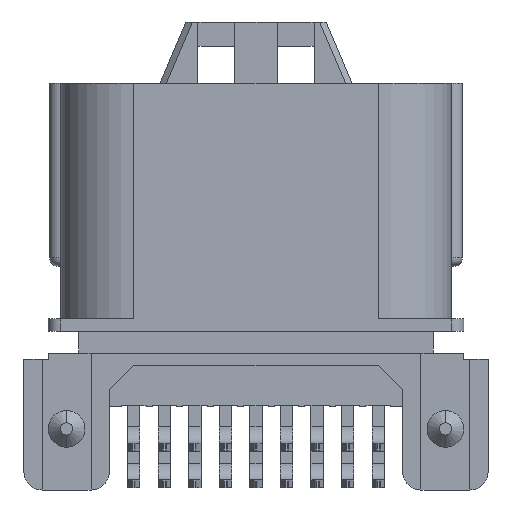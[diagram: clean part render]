
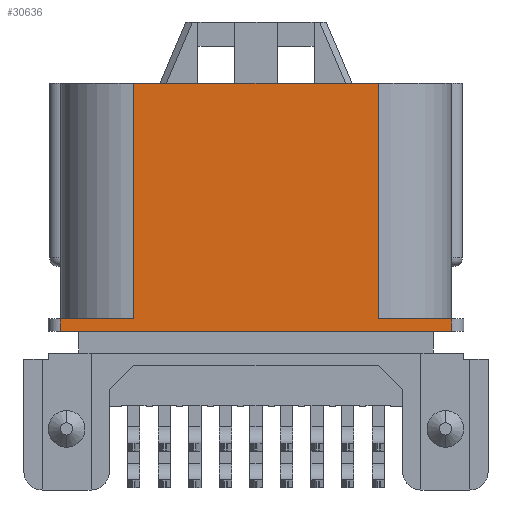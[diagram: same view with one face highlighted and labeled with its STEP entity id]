
A CAD part, front view. The second image highlights one B-rep face of the part: STEP entity #30636.
In plain terms, the highlighted planar face has unit normal (0, -1, 0).
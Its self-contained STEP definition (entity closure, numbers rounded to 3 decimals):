
#1189 = CARTESIAN_POINT ( 'NONE',  ( -16., -8.2, -9.15 ) ) ;
#1462 = VERTEX_POINT ( 'NONE', #6920 ) ;
#1903 = ORIENTED_EDGE ( 'NONE', *, *, #14685, .T. ) ;
#2121 = PLANE ( 'NONE',  #30836 ) ;
#2176 = CARTESIAN_POINT ( 'NONE',  ( 16., -8.2, -9.15 ) ) ;
#2582 = CARTESIAN_POINT ( 'NONE',  ( -10., -8.2, 10.15 ) ) ;
#3338 = ORIENTED_EDGE ( 'NONE', *, *, #20989, .F. ) ;
#5140 = VECTOR ( 'NONE', #32162, 1000. ) ;
#5681 = DIRECTION ( 'NONE',  ( -1., 0., 0. ) ) ;
#6879 = FACE_OUTER_BOUND ( 'NONE', #23652, .T. ) ;
#6920 = CARTESIAN_POINT ( 'NONE',  ( 16., -8.2, -9.15 ) ) ;
#7154 = DIRECTION ( 'NONE',  ( 1., 0., 0. ) ) ;
#7605 = VECTOR ( 'NONE', #7154, 1000. ) ;
#7685 = VERTEX_POINT ( 'NONE', #17922 ) ;
#8039 = CARTESIAN_POINT ( 'NONE',  ( 16., -8.2, -9.15 ) ) ;
#8150 = CARTESIAN_POINT ( 'NONE',  ( 16., -8.2, -9.15 ) ) ;
#9162 = CARTESIAN_POINT ( 'NONE',  ( 10., -8.2, 10.15 ) ) ;
#9889 = DIRECTION ( 'NONE',  ( 0., 1., 0. ) ) ;
#9954 = CARTESIAN_POINT ( 'NONE',  ( -10., -8.2, -10.15 ) ) ;
#10363 = CARTESIAN_POINT ( 'NONE',  ( 10., -8.2, 10.15 ) ) ;
#11551 = VECTOR ( 'NONE', #5681, 1000. ) ;
#12356 = VERTEX_POINT ( 'NONE', #13167 ) ;
#13167 = CARTESIAN_POINT ( 'NONE',  ( -10., -8.2, -9.15 ) ) ;
#13207 = VERTEX_POINT ( 'NONE', #22841 ) ;
#13822 = LINE ( 'NONE', #9954, #7605 ) ;
#14666 = LINE ( 'NONE', #18188, #20957 ) ;
#14685 = EDGE_CURVE ( 'NONE', #19678, #7685, #18543, .T. ) ;
#16235 = DIRECTION ( 'NONE',  ( 0., 0., -1. ) ) ;
#16498 = LINE ( 'NONE', #2176, #23226 ) ;
#16936 = DIRECTION ( 'NONE',  ( 0., 0., -1. ) ) ;
#17922 = CARTESIAN_POINT ( 'NONE',  ( -16., -8.2, -10.15 ) ) ;
#18188 = CARTESIAN_POINT ( 'NONE',  ( -10., -8.2, 10.15 ) ) ;
#18353 = VECTOR ( 'NONE', #16235, 1000. ) ;
#18543 = LINE ( 'NONE', #33699, #31993 ) ;
#18614 = LINE ( 'NONE', #8039, #11551 ) ;
#19188 = LINE ( 'NONE', #9162, #32634 ) ;
#19678 = VERTEX_POINT ( 'NONE', #1189 ) ;
#19716 = LINE ( 'NONE', #8150, #5140 ) ;
#19724 = ORIENTED_EDGE ( 'NONE', *, *, #24675, .T. ) ;
#20151 = ORIENTED_EDGE ( 'NONE', *, *, #20156, .T. ) ;
#20156 = EDGE_CURVE ( 'NONE', #7685, #26517, #13822, .T. ) ;
#20179 = EDGE_CURVE ( 'NONE', #25643, #33421, #14666, .T. ) ;
#20381 = DIRECTION ( 'NONE',  ( 0., 0., 1. ) ) ;
#20957 = VECTOR ( 'NONE', #23253, 1000. ) ;
#20989 = EDGE_CURVE ( 'NONE', #33421, #13207, #19188, .T. ) ;
#22080 = LINE ( 'NONE', #2582, #18353 ) ;
#22841 = CARTESIAN_POINT ( 'NONE',  ( 10., -8.2, -9.15 ) ) ;
#23226 = VECTOR ( 'NONE', #23712, 1000. ) ;
#23253 = DIRECTION ( 'NONE',  ( 1., 0., 0. ) ) ;
#23652 = EDGE_LOOP ( 'NONE', ( #19724, #23910, #1903, #20151, #23974, #30255, #3338, #28521 ) ) ;
#23712 = DIRECTION ( 'NONE',  ( 0., 0., -1. ) ) ;
#23910 = ORIENTED_EDGE ( 'NONE', *, *, #27169, .T. ) ;
#23974 = ORIENTED_EDGE ( 'NONE', *, *, #32796, .F. ) ;
#24675 = EDGE_CURVE ( 'NONE', #25643, #12356, #22080, .T. ) ;
#25643 = VERTEX_POINT ( 'NONE', #31222 ) ;
#26517 = VERTEX_POINT ( 'NONE', #26541 ) ;
#26541 = CARTESIAN_POINT ( 'NONE',  ( 16., -8.2, -10.15 ) ) ;
#27169 = EDGE_CURVE ( 'NONE', #12356, #19678, #19716, .T. ) ;
#28521 = ORIENTED_EDGE ( 'NONE', *, *, #20179, .F. ) ;
#30255 = ORIENTED_EDGE ( 'NONE', *, *, #30269, .T. ) ;
#30269 = EDGE_CURVE ( 'NONE', #1462, #13207, #18614, .T. ) ;
#30636 = ADVANCED_FACE ( 'NONE', ( #6879 ), #2121, .F. ) ;
#30836 = AXIS2_PLACEMENT_3D ( 'NONE', #34227, #9889, #20381 ) ;
#31222 = CARTESIAN_POINT ( 'NONE',  ( -10., -8.2, 10.15 ) ) ;
#31993 = VECTOR ( 'NONE', #33213, 1000. ) ;
#32162 = DIRECTION ( 'NONE',  ( -1., 0., 0. ) ) ;
#32634 = VECTOR ( 'NONE', #16936, 1000. ) ;
#32796 = EDGE_CURVE ( 'NONE', #1462, #26517, #16498, .T. ) ;
#33213 = DIRECTION ( 'NONE',  ( 0., 0., -1. ) ) ;
#33421 = VERTEX_POINT ( 'NONE', #10363 ) ;
#33699 = CARTESIAN_POINT ( 'NONE',  ( -16., -8.2, -9.15 ) ) ;
#34227 = CARTESIAN_POINT ( 'NONE',  ( -10., -8.2, 10.15 ) ) ;
